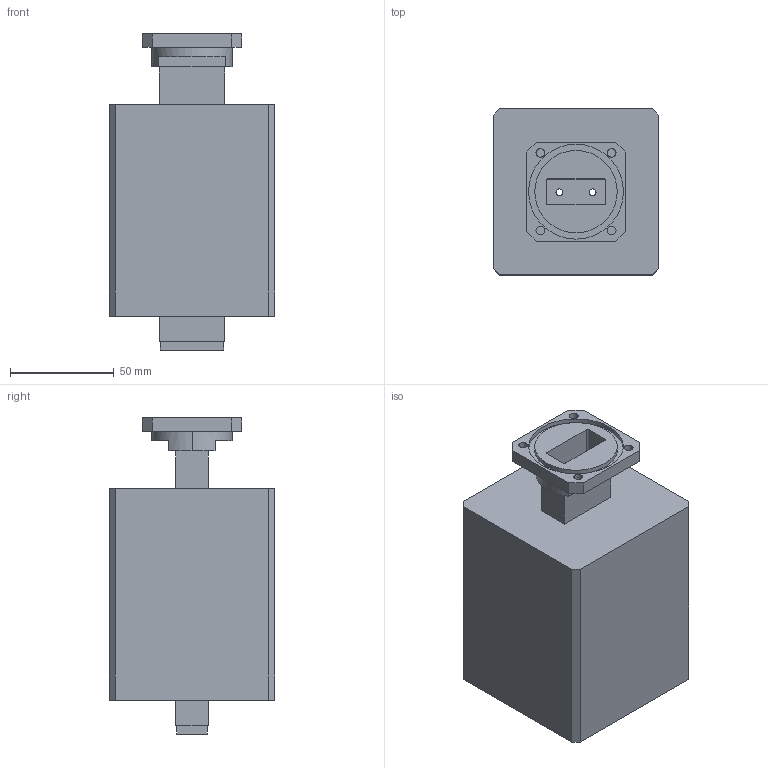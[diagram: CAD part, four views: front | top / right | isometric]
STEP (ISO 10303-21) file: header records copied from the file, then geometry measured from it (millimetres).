
FILE_DESCRIPTION (( 'STEP AP203' ), '1' );
FILE_NAME ('000105.STEP', '2021-09-20T11:58:58', ( '' ), ( '' ), 'SwSTEP 2.0', 'SolidWorks 2019', '' );
FILE_SCHEMA (( 'CONFIG_CONTROL_DESIGN' ));
Length unit declared in the file: millimetre
Products named in the file (1): 000105
Bounding box: 80 x 80 x 152.39 mm (x, y, z)
Volume: 637380.2 mm3; surface area: 66474.5 mm2
Topology: 1 solids, 1 shells, 72 faces, 182 edges, 120 vertices
Faces by surface type: plane 46, cylinder 22, cone 4
Entity records: 2267 total; most frequent: DIRECTION 380, CARTESIAN_POINT 375, ORIENTED_EDGE 364, EDGE_CURVE 182, LINE 130, VECTOR 130, AXIS2_PLACEMENT_3D 125, VERTEX_POINT 120
